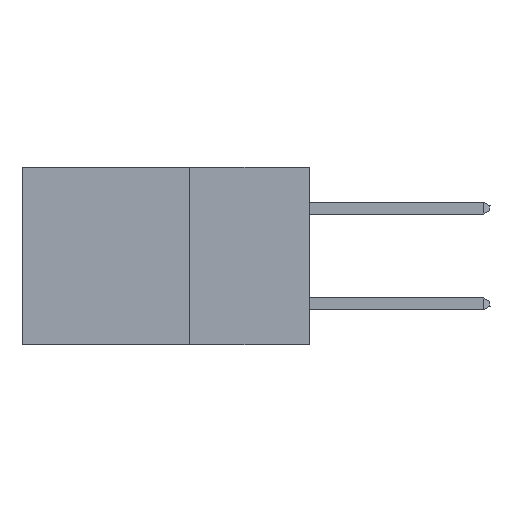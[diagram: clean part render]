
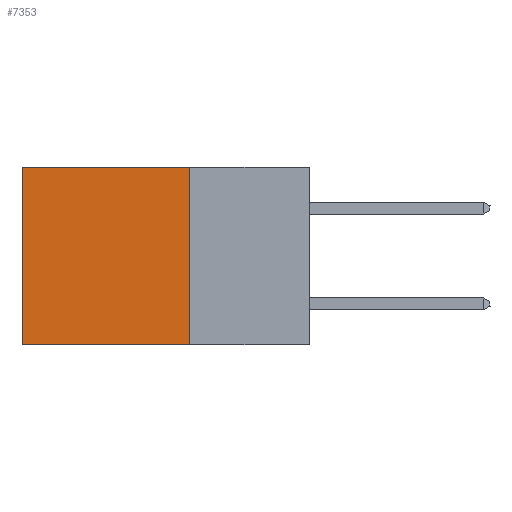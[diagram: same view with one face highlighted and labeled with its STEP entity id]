
A CAD part, left-side view. The second image highlights one B-rep face of the part: STEP entity #7353.
In plain terms, the highlighted planar face has unit normal (-1, 0, 0).
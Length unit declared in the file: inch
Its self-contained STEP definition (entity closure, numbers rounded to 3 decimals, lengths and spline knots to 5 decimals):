
#62 = DIRECTION ( 'NONE',  ( 1., 0., 0. ) ) ;
#577 = VERTEX_POINT ( 'NONE', #12845 ) ;
#1466 = DIRECTION ( 'NONE',  ( 0., 1., 0. ) ) ;
#1595 = ORIENTED_EDGE ( 'NONE', *, *, #8005, .F. ) ;
#2274 = CARTESIAN_POINT ( 'NONE',  ( 0.2875, 0.25, -0.37 ) ) ;
#2866 = PLANE ( 'NONE',  #14738 ) ;
#3071 = EDGE_LOOP ( 'NONE', ( #7015, #9893, #1595, #3338 ) ) ;
#3338 = ORIENTED_EDGE ( 'NONE', *, *, #7982, .T. ) ;
#4244 = VECTOR ( 'NONE', #5823, 39.37008 ) ;
#4545 = VECTOR ( 'NONE', #8897, 39.37008 ) ;
#5823 = DIRECTION ( 'NONE',  ( 0., 0., -1. ) ) ;
#6877 = LINE ( 'NONE', #9278, #10936 ) ;
#7015 = ORIENTED_EDGE ( 'NONE', *, *, #13050, .T. ) ;
#7353 = ADVANCED_FACE ( 'NONE', ( #12510 ), #2866, .F. ) ;
#7440 = VERTEX_POINT ( 'NONE', #9528 ) ;
#7982 = EDGE_CURVE ( 'NONE', #10266, #10446, #6877, .T. ) ;
#8005 = EDGE_CURVE ( 'NONE', #10266, #577, #15930, .T. ) ;
#8150 = CARTESIAN_POINT ( 'NONE',  ( 0.2875, 0.25, 0. ) ) ;
#8326 = CARTESIAN_POINT ( 'NONE',  ( 0.2875, 0.25, 0. ) ) ;
#8897 = DIRECTION ( 'NONE',  ( 0., 1., 0. ) ) ;
#9278 = CARTESIAN_POINT ( 'NONE',  ( 0.2875, 0.25, 0. ) ) ;
#9359 = DIRECTION ( 'NONE',  ( 0., 0., -1. ) ) ;
#9528 = CARTESIAN_POINT ( 'NONE',  ( 0.2875, 0.6, -0.37 ) ) ;
#9893 = ORIENTED_EDGE ( 'NONE', *, *, #10595, .F. ) ;
#10266 = VERTEX_POINT ( 'NONE', #8326 ) ;
#10446 = VERTEX_POINT ( 'NONE', #11029 ) ;
#10595 = EDGE_CURVE ( 'NONE', #577, #7440, #14529, .T. ) ;
#10648 = DIRECTION ( 'NONE',  ( 0., 0., -1. ) ) ;
#10936 = VECTOR ( 'NONE', #1466, 39.37008 ) ;
#11029 = CARTESIAN_POINT ( 'NONE',  ( 0.2875, 0.6, 0. ) ) ;
#12069 = CARTESIAN_POINT ( 'NONE',  ( 0.2875, 0.6, 0. ) ) ;
#12510 = FACE_OUTER_BOUND ( 'NONE', #3071, .T. ) ;
#12845 = CARTESIAN_POINT ( 'NONE',  ( 0.2875, 0.25, -0.37 ) ) ;
#13050 = EDGE_CURVE ( 'NONE', #10446, #7440, #14247, .T. ) ;
#14247 = LINE ( 'NONE', #12069, #4244 ) ;
#14529 = LINE ( 'NONE', #2274, #4545 ) ;
#14738 = AXIS2_PLACEMENT_3D ( 'NONE', #15518, #62, #9359 ) ;
#15518 = CARTESIAN_POINT ( 'NONE',  ( 0.2875, 0.25, 0. ) ) ;
#15562 = VECTOR ( 'NONE', #10648, 39.37008 ) ;
#15930 = LINE ( 'NONE', #8150, #15562 ) ;
